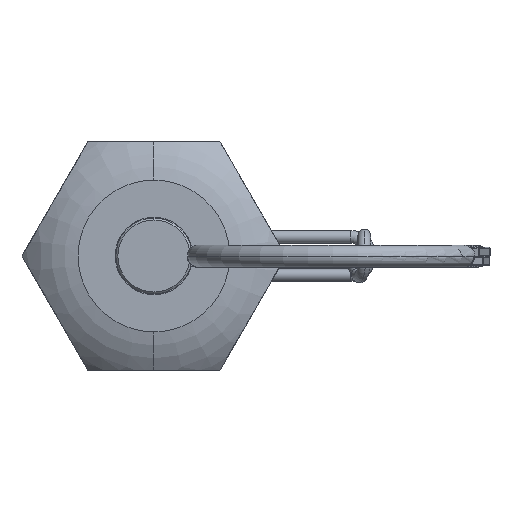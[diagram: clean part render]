
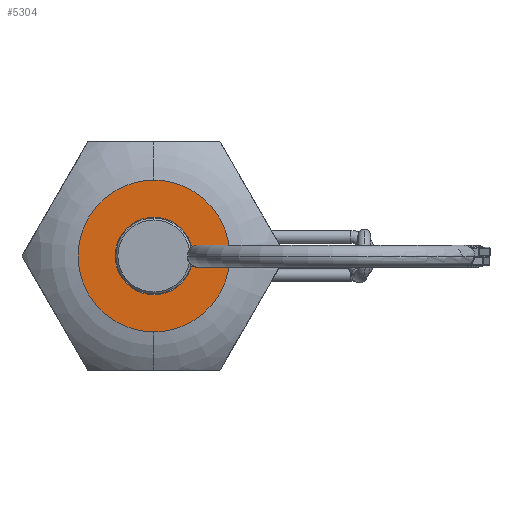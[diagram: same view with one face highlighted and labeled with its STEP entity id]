
A CAD part, left-side view. The second image highlights one B-rep face of the part: STEP entity #5304.
In plain terms, the highlighted planar face has unit normal (-1, 0, 0).
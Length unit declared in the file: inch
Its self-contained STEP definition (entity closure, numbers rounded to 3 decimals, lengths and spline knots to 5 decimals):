
#433 = ORIENTED_EDGE ( 'NONE', *, *, #6153, .F. ) ;
#1032 = CARTESIAN_POINT ( 'NONE',  ( -0.75, 0., 0. ) ) ;
#1449 = CARTESIAN_POINT ( 'NONE',  ( -0.75, 0., 0. ) ) ;
#1485 = DIRECTION ( 'NONE',  ( 0., 0., 1. ) ) ;
#2005 = DIRECTION ( 'NONE',  ( 1., 0., 0. ) ) ;
#2044 = VERTEX_POINT ( 'NONE', #5537 ) ;
#2536 = AXIS2_PLACEMENT_3D ( 'NONE', #14055, #4304, #15104 ) ;
#2550 = EDGE_LOOP ( 'NONE', ( #9092, #11336 ) ) ;
#2691 = EDGE_LOOP ( 'NONE', ( #3423, #433 ) ) ;
#3116 = EDGE_CURVE ( 'NONE', #6482, #15336, #8259, .T. ) ;
#3362 = EDGE_CURVE ( 'NONE', #7620, #2044, #12843, .T. ) ;
#3423 = ORIENTED_EDGE ( 'NONE', *, *, #3362, .F. ) ;
#4037 = DIRECTION ( 'NONE',  ( 0., 0., -1. ) ) ;
#4304 = DIRECTION ( 'NONE',  ( 1., 0., 0. ) ) ;
#5086 = CIRCLE ( 'NONE', #8051, 0.37366 ) ;
#5304 = ADVANCED_FACE ( 'NONE', ( #13312, #10080 ), #6303, .T. ) ;
#5537 = CARTESIAN_POINT ( 'NONE',  ( -0.75, 0., 0.37366 ) ) ;
#6023 = CARTESIAN_POINT ( 'NONE',  ( -0.75, 0., 0. ) ) ;
#6153 = EDGE_CURVE ( 'NONE', #2044, #7620, #5086, .T. ) ;
#6303 = PLANE ( 'NONE',  #14291 ) ;
#6482 = VERTEX_POINT ( 'NONE', #13942 ) ;
#7172 = DIRECTION ( 'NONE',  ( 1., 0., 0. ) ) ;
#7620 = VERTEX_POINT ( 'NONE', #15349 ) ;
#8051 = AXIS2_PLACEMENT_3D ( 'NONE', #1449, #8637, #10985 ) ;
#8259 = CIRCLE ( 'NONE', #2536, 0.191 ) ;
#8637 = DIRECTION ( 'NONE',  ( 1., 0., 0. ) ) ;
#9092 = ORIENTED_EDGE ( 'NONE', *, *, #3116, .T. ) ;
#10049 = DIRECTION ( 'NONE',  ( -1., 0., 0. ) ) ;
#10080 = FACE_OUTER_BOUND ( 'NONE', #2691, .T. ) ;
#10301 = AXIS2_PLACEMENT_3D ( 'NONE', #6023, #7172, #4037 ) ;
#10666 = AXIS2_PLACEMENT_3D ( 'NONE', #1032, #2005, #12888 ) ;
#10985 = DIRECTION ( 'NONE',  ( 0., 0., -1. ) ) ;
#11336 = ORIENTED_EDGE ( 'NONE', *, *, #13642, .T. ) ;
#11361 = CIRCLE ( 'NONE', #10301, 0.191 ) ;
#12473 = CARTESIAN_POINT ( 'NONE',  ( -0.75, 0.191, 0. ) ) ;
#12843 = CIRCLE ( 'NONE', #10666, 0.37366 ) ;
#12888 = DIRECTION ( 'NONE',  ( 0., 0., -1. ) ) ;
#13312 = FACE_BOUND ( 'NONE', #2550, .T. ) ;
#13642 = EDGE_CURVE ( 'NONE', #15336, #6482, #11361, .T. ) ;
#13942 = CARTESIAN_POINT ( 'NONE',  ( -0.75, 0., -0.191 ) ) ;
#13958 = CARTESIAN_POINT ( 'NONE',  ( -0.75, 0., 0.191 ) ) ;
#14055 = CARTESIAN_POINT ( 'NONE',  ( -0.75, 0., 0. ) ) ;
#14291 = AXIS2_PLACEMENT_3D ( 'NONE', #12473, #10049, #1485 ) ;
#15104 = DIRECTION ( 'NONE',  ( 0., 0., -1. ) ) ;
#15336 = VERTEX_POINT ( 'NONE', #13958 ) ;
#15349 = CARTESIAN_POINT ( 'NONE',  ( -0.75, 0., -0.37366 ) ) ;
